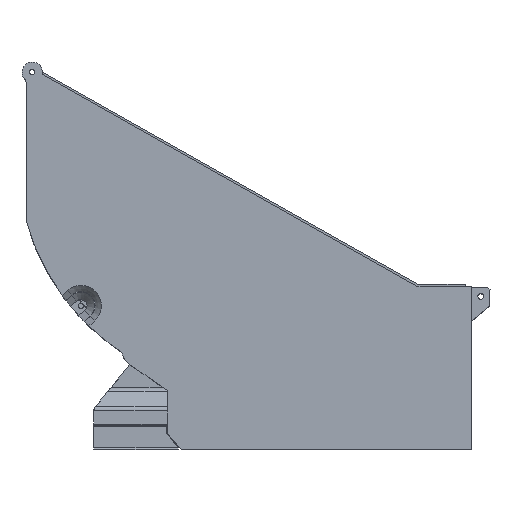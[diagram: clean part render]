
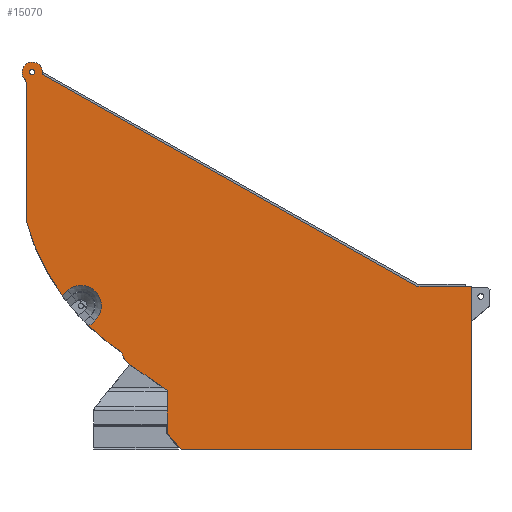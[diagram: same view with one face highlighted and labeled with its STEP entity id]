
A CAD part, top view. The second image highlights one B-rep face of the part: STEP entity #15070.
In plain terms, the highlighted planar face has unit normal (0, 0, 1).
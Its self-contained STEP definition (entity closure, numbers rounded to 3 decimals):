
#308=FACE_BOUND('',#2108,.T.);
#418=PLANE('',#16178);
#1185=FACE_OUTER_BOUND('',#2107,.T.);
#2107=EDGE_LOOP('',(#10929,#10930,#10931,#10932,#10933,#10934,#10935,#10936,
#10937,#10938,#10939,#10940,#10941,#10942,#10943,#10944));
#2108=EDGE_LOOP('',(#10945));
#3044=LINE('',#21650,#4808);
#3076=LINE('',#21726,#4840);
#3227=LINE('',#22486,#4991);
#3231=LINE('',#22495,#4995);
#3232=LINE('',#22501,#4996);
#3233=LINE('',#22505,#4997);
#3234=LINE('',#22509,#4998);
#3235=LINE('',#22515,#4999);
#3236=LINE('',#22517,#5000);
#3237=LINE('',#22518,#5001);
#4808=VECTOR('',#17367,10.);
#4840=VECTOR('',#17427,10.);
#4991=VECTOR('',#17820,10.);
#4995=VECTOR('',#17830,10.);
#4996=VECTOR('',#17835,10.);
#4997=VECTOR('',#17838,10.);
#4998=VECTOR('',#17841,10.);
#4999=VECTOR('',#17846,10.);
#5000=VECTOR('',#17847,10.);
#5001=VECTOR('',#17848,10.);
#6627=CIRCLE('',#16165,1.35);
#6630=CIRCLE('',#16179,5.);
#6631=CIRCLE('',#16180,3.);
#6632=CIRCLE('',#16181,113.);
#6633=CIRCLE('',#16182,10.);
#6634=CIRCLE('',#16183,113.);
#6635=CIRCLE('',#16184,10.);
#6898=VERTEX_POINT('',#21647);
#6899=VERTEX_POINT('',#21649);
#6929=VERTEX_POINT('',#21724);
#7126=VERTEX_POINT('',#22404);
#7138=VERTEX_POINT('',#22483);
#7139=VERTEX_POINT('',#22485);
#7142=VERTEX_POINT('',#22496);
#7143=VERTEX_POINT('',#22498);
#7144=VERTEX_POINT('',#22500);
#7145=VERTEX_POINT('',#22502);
#7146=VERTEX_POINT('',#22504);
#7147=VERTEX_POINT('',#22506);
#7148=VERTEX_POINT('',#22508);
#7149=VERTEX_POINT('',#22510);
#7150=VERTEX_POINT('',#22512);
#7151=VERTEX_POINT('',#22514);
#7152=VERTEX_POINT('',#22516);
#8351=EDGE_CURVE('',#6898,#6899,#3044,.T.);
#8389=EDGE_CURVE('',#6929,#6898,#3076,.T.);
#8613=EDGE_CURVE('',#7126,#7126,#6627,.T.);
#8632=EDGE_CURVE('',#7138,#7139,#3227,.T.);
#8637=EDGE_CURVE('',#7139,#6929,#3231,.T.);
#8638=EDGE_CURVE('',#7142,#7138,#6630,.T.);
#8639=EDGE_CURVE('',#7142,#7143,#6631,.T.);
#8640=EDGE_CURVE('',#7144,#7143,#3232,.T.);
#8641=EDGE_CURVE('',#7145,#7144,#6632,.T.);
#8642=EDGE_CURVE('',#7145,#7146,#3233,.T.);
#8643=EDGE_CURVE('',#7146,#7147,#6633,.T.);
#8644=EDGE_CURVE('',#7147,#7148,#3234,.T.);
#8645=EDGE_CURVE('',#7149,#7148,#6634,.T.);
#8646=EDGE_CURVE('',#7150,#7149,#6635,.T.);
#8647=EDGE_CURVE('',#7151,#7150,#3235,.T.);
#8648=EDGE_CURVE('',#7152,#7151,#3236,.T.);
#8649=EDGE_CURVE('',#6899,#7152,#3237,.T.);
#10929=ORIENTED_EDGE('',*,*,#8637,.F.);
#10930=ORIENTED_EDGE('',*,*,#8632,.F.);
#10931=ORIENTED_EDGE('',*,*,#8638,.F.);
#10932=ORIENTED_EDGE('',*,*,#8639,.T.);
#10933=ORIENTED_EDGE('',*,*,#8640,.F.);
#10934=ORIENTED_EDGE('',*,*,#8641,.F.);
#10935=ORIENTED_EDGE('',*,*,#8642,.T.);
#10936=ORIENTED_EDGE('',*,*,#8643,.T.);
#10937=ORIENTED_EDGE('',*,*,#8644,.T.);
#10938=ORIENTED_EDGE('',*,*,#8645,.F.);
#10939=ORIENTED_EDGE('',*,*,#8646,.F.);
#10940=ORIENTED_EDGE('',*,*,#8647,.F.);
#10941=ORIENTED_EDGE('',*,*,#8648,.F.);
#10942=ORIENTED_EDGE('',*,*,#8649,.F.);
#10943=ORIENTED_EDGE('',*,*,#8351,.F.);
#10944=ORIENTED_EDGE('',*,*,#8389,.F.);
#10945=ORIENTED_EDGE('',*,*,#8613,.F.);
#15070=ADVANCED_FACE('',(#1185,#308),#418,.F.);
#16165=AXIS2_PLACEMENT_3D('',#22405,#17786,#17787);
#16178=AXIS2_PLACEMENT_3D('',#22494,#17828,#17829);
#16179=AXIS2_PLACEMENT_3D('',#22497,#17831,#17832);
#16180=AXIS2_PLACEMENT_3D('',#22499,#17833,#17834);
#16181=AXIS2_PLACEMENT_3D('',#22503,#17836,#17837);
#16182=AXIS2_PLACEMENT_3D('',#22507,#17839,#17840);
#16183=AXIS2_PLACEMENT_3D('',#22511,#17842,#17843);
#16184=AXIS2_PLACEMENT_3D('',#22513,#17844,#17845);
#17367=DIRECTION('',(-1.,0.,0.));
#17427=DIRECTION('',(0.,-1.,0.));
#17786=DIRECTION('center_axis',(0.,0.,1.));
#17787=DIRECTION('ref_axis',(-1.,0.,0.));
#17820=DIRECTION('',(0.871,-0.492,0.));
#17828=DIRECTION('center_axis',(0.,0.,-1.));
#17829=DIRECTION('ref_axis',(-1.,0.,0.));
#17830=DIRECTION('',(1.,0.,0.));
#17831=DIRECTION('center_axis',(0.,0.,-1.));
#17832=DIRECTION('ref_axis',(0.7,-0.714,0.));
#17833=DIRECTION('center_axis',(0.,0.,-1.));
#17834=DIRECTION('ref_axis',(0.935,0.354,0.));
#17835=DIRECTION('',(0.,1.,0.));
#17836=DIRECTION('center_axis',(0.,0.,-1.));
#17837=DIRECTION('ref_axis',(-0.551,-0.835,0.));
#17838=DIRECTION('',(0.753,0.658,0.));
#17839=DIRECTION('center_axis',(0.,0.,-1.));
#17840=DIRECTION('ref_axis',(1.,0.,0.));
#17841=DIRECTION('',(-0.753,-0.658,0.));
#17842=DIRECTION('center_axis',(0.,0.,-1.));
#17843=DIRECTION('ref_axis',(-0.551,-0.835,0.));
#17844=DIRECTION('center_axis',(0.,0.,-1.));
#17845=DIRECTION('ref_axis',(-0.574,-0.819,0.));
#17846=DIRECTION('',(-0.819,0.574,0.));
#17847=DIRECTION('',(0.,1.,0.));
#17848=DIRECTION('',(-0.658,0.753,0.));
#21647=CARTESIAN_POINT('',(109.,-33.,97.));
#21649=CARTESIAN_POINT('',(-33.,-33.,97.));
#21650=CARTESIAN_POINT('',(109.,-33.,97.));
#21724=CARTESIAN_POINT('',(109.,47.,97.));
#21726=CARTESIAN_POINT('',(109.,47.,97.));
#22404=CARTESIAN_POINT('',(-104.65,151.664,97.));
#22405=CARTESIAN_POINT('Origin',(-106.,151.664,97.));
#22483=CARTESIAN_POINT('',(-101.115,150.599,97.));
#22485=CARTESIAN_POINT('',(82.25,47.,97.));
#22486=CARTESIAN_POINT('',(-103.,151.664,97.));
#22494=CARTESIAN_POINT('Origin',(-1.,61.832,97.));
#22495=CARTESIAN_POINT('',(82.25,47.,97.));
#22496=CARTESIAN_POINT('',(-109.75,148.357,97.));
#22497=CARTESIAN_POINT('Origin',(-106.,151.664,97.));
#22498=CARTESIAN_POINT('',(-109.,146.372,97.));
#22499=CARTESIAN_POINT('Origin',(-112.,146.372,97.));
#22500=CARTESIAN_POINT('',(-109.,79.201,97.));
#22501=CARTESIAN_POINT('',(-109.,79.201,97.));
#22502=CARTESIAN_POINT('',(-91.419,42.58,97.));
#22503=CARTESIAN_POINT('Origin',(0.,109.,97.));
#22504=CARTESIAN_POINT('',(-88.75,44.912,97.));
#22505=CARTESIAN_POINT('',(-59.681,70.315,97.));
#22506=CARTESIAN_POINT('',(-75.589,29.852,97.));
#22507=CARTESIAN_POINT('Origin',(-82.17,37.382,97.));
#22508=CARTESIAN_POINT('',(-78.277,27.503,97.));
#22509=CARTESIAN_POINT('',(-48.002,53.96,97.));
#22510=CARTESIAN_POINT('',(-62.25,14.692,97.));
#22511=CARTESIAN_POINT('Origin',(0.,109.,97.));
#22512=CARTESIAN_POINT('',(-58.236,8.723,97.));
#22513=CARTESIAN_POINT('Origin',(-52.5,16.914,97.));
#22514=CARTESIAN_POINT('',(-39.929,-4.096,97.));
#22515=CARTESIAN_POINT('',(-39.929,-4.096,97.));
#22516=CARTESIAN_POINT('',(-39.929,-25.071,97.));
#22517=CARTESIAN_POINT('',(-39.929,-25.071,97.));
#22518=CARTESIAN_POINT('',(-33.,-33.,97.));
